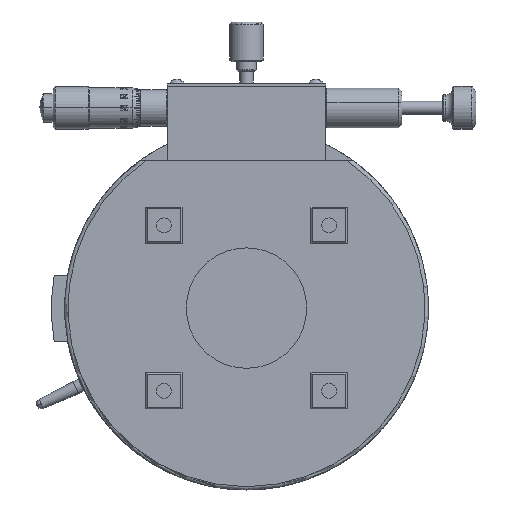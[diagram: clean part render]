
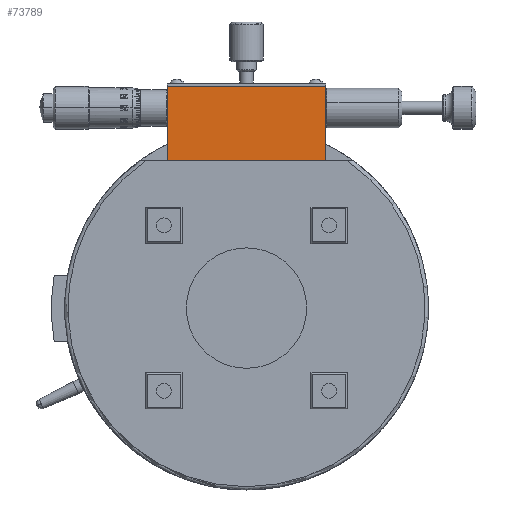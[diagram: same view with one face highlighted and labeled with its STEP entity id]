
A CAD part, front view. The second image highlights one B-rep face of the part: STEP entity #73789.
In plain terms, the highlighted planar face has unit normal (0, -1, 0).
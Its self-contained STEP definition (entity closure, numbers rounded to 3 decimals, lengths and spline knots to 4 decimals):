
#238 = CARTESIAN_POINT ( 'NONE',  ( 2.4, 0.05, 6.7 ) ) ;
#5551 = ORIENTED_EDGE ( 'NONE', *, *, #54298, .F. ) ;
#7372 = EDGE_LOOP ( 'NONE', ( #112013, #5551, #24986, #24344 ) ) ;
#13721 = CARTESIAN_POINT ( 'NONE',  ( -2.4, 0.05, 6.7 ) ) ;
#14495 = VERTEX_POINT ( 'NONE', #95400 ) ;
#21249 = LINE ( 'NONE', #13721, #66650 ) ;
#21279 = LINE ( 'NONE', #238, #66687 ) ;
#22180 = LINE ( 'NONE', #76387, #115428 ) ;
#24132 = VERTEX_POINT ( 'NONE', #110975 ) ;
#24344 = ORIENTED_EDGE ( 'NONE', *, *, #29463, .T. ) ;
#24986 = ORIENTED_EDGE ( 'NONE', *, *, #114177, .F. ) ;
#25268 = LINE ( 'NONE', #46554, #70591 ) ;
#28714 = AXIS2_PLACEMENT_3D ( 'NONE', #116732, #35838, #98960 ) ;
#29463 = EDGE_CURVE ( 'NONE', #14495, #24132, #25268, .T. ) ;
#32100 = DIRECTION ( 'NONE',  ( 1., 0., 0. ) ) ;
#35838 = DIRECTION ( 'NONE',  ( 0., 1., 0. ) ) ;
#43821 = DIRECTION ( 'NONE',  ( 1., 0., 0. ) ) ;
#43977 = CARTESIAN_POINT ( 'NONE',  ( 2.4, 0.05, 6.7 ) ) ;
#46554 = CARTESIAN_POINT ( 'NONE',  ( -2.4, 0.05, 4.45 ) ) ;
#54298 = EDGE_CURVE ( 'NONE', #75070, #85403, #21249, .T. ) ;
#66650 = VECTOR ( 'NONE', #32100, 100. ) ;
#66687 = VECTOR ( 'NONE', #73035, 100. ) ;
#70591 = VECTOR ( 'NONE', #43821, 100. ) ;
#73035 = DIRECTION ( 'NONE',  ( 0., 0., 1. ) ) ;
#73789 = ADVANCED_FACE ( 'NONE', ( #90617 ), #89885, .F. ) ;
#75070 = VERTEX_POINT ( 'NONE', #95721 ) ;
#76387 = CARTESIAN_POINT ( 'NONE',  ( -2.4, 0.05, 6.7 ) ) ;
#85403 = VERTEX_POINT ( 'NONE', #43977 ) ;
#85412 = DIRECTION ( 'NONE',  ( 0., 0., 1. ) ) ;
#89885 = PLANE ( 'NONE',  #28714 ) ;
#90617 = FACE_OUTER_BOUND ( 'NONE', #7372, .T. ) ;
#95400 = CARTESIAN_POINT ( 'NONE',  ( -2.4, 0.05, 4.45 ) ) ;
#95721 = CARTESIAN_POINT ( 'NONE',  ( -2.4, 0.05, 6.7 ) ) ;
#98960 = DIRECTION ( 'NONE',  ( 0., 0., 1. ) ) ;
#101947 = EDGE_CURVE ( 'NONE', #24132, #85403, #21279, .T. ) ;
#110975 = CARTESIAN_POINT ( 'NONE',  ( 2.4, 0.05, 4.45 ) ) ;
#112013 = ORIENTED_EDGE ( 'NONE', *, *, #101947, .T. ) ;
#114177 = EDGE_CURVE ( 'NONE', #14495, #75070, #22180, .T. ) ;
#115428 = VECTOR ( 'NONE', #85412, 100. ) ;
#116732 = CARTESIAN_POINT ( 'NONE',  ( -2.4, 0.05, 6.7 ) ) ;
